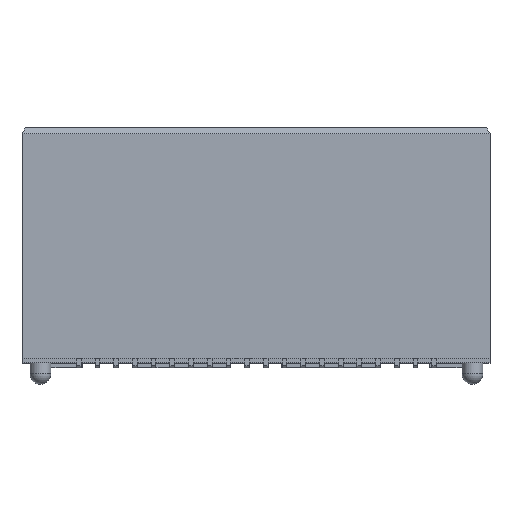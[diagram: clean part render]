
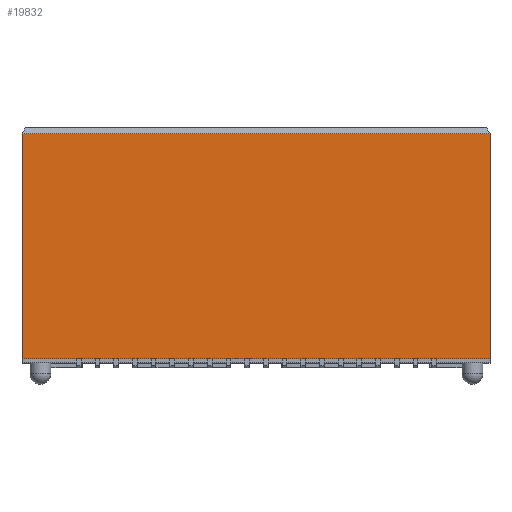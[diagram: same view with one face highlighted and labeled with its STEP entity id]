
A CAD part, top view. The second image highlights one B-rep face of the part: STEP entity #19832.
In plain terms, the highlighted planar face has unit normal (0, 0, 1).
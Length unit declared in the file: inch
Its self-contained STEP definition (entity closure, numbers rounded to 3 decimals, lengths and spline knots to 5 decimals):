
#232=LINE('',#27303,#3046);
#235=LINE('',#27309,#3049);
#236=LINE('',#27311,#3050);
#237=LINE('',#27313,#3051);
#3046=VECTOR('',#22102,39.37008);
#3049=VECTOR('',#22107,39.37008);
#3050=VECTOR('',#22108,39.37008);
#3051=VECTOR('',#22109,39.37008);
#5866=ORIENTED_EDGE('',*,*,#11837,.F.);
#5867=ORIENTED_EDGE('',*,*,#11838,.F.);
#5868=ORIENTED_EDGE('',*,*,#11839,.F.);
#5869=ORIENTED_EDGE('',*,*,#11834,.T.);
#11834=EDGE_CURVE('',#14820,#14819,#232,.T.);
#11837=EDGE_CURVE('',#14822,#14819,#235,.T.);
#11838=EDGE_CURVE('',#14823,#14822,#236,.T.);
#11839=EDGE_CURVE('',#14820,#14823,#237,.T.);
#14819=VERTEX_POINT('',#27302);
#14820=VERTEX_POINT('',#27304);
#14822=VERTEX_POINT('',#27310);
#14823=VERTEX_POINT('',#27312);
#16881=EDGE_LOOP('',(#5866,#5867,#5868,#5869));
#17897=FACE_BOUND('',#16881,.T.);
#18910=PLANE('',#20892);
#19832=ADVANCED_FACE('',(#17897),#18910,.F.);
#20892=AXIS2_PLACEMENT_3D('',#27308,#22105,#22106);
#22102=DIRECTION('',(0.,-1.,0.));
#22105=DIRECTION('',(0.,0.,-1.));
#22106=DIRECTION('',(-1.,0.,0.));
#22107=DIRECTION('',(-1.,0.,0.));
#22108=DIRECTION('',(0.,-1.,0.));
#22109=DIRECTION('',(1.,0.,0.));
#27302=CARTESIAN_POINT('',(-0.394,0.007,0.1175));
#27303=CARTESIAN_POINT('',(-0.394,0.3862,0.1175));
#27304=CARTESIAN_POINT('',(-0.394,0.3862,0.1175));
#27308=CARTESIAN_POINT('',(-0.394,0.3862,0.1175));
#27309=CARTESIAN_POINT('',(-0.394,0.007,0.1175));
#27310=CARTESIAN_POINT('',(0.394,0.007,0.1175));
#27311=CARTESIAN_POINT('',(0.394,0.3862,0.1175));
#27312=CARTESIAN_POINT('',(0.394,0.3862,0.1175));
#27313=CARTESIAN_POINT('',(-0.394,0.3862,0.1175));
